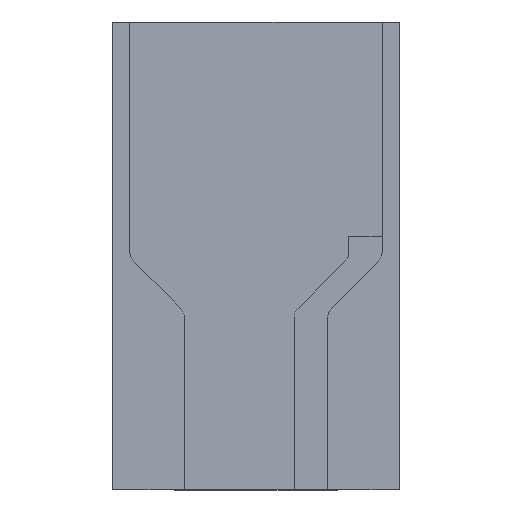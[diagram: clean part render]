
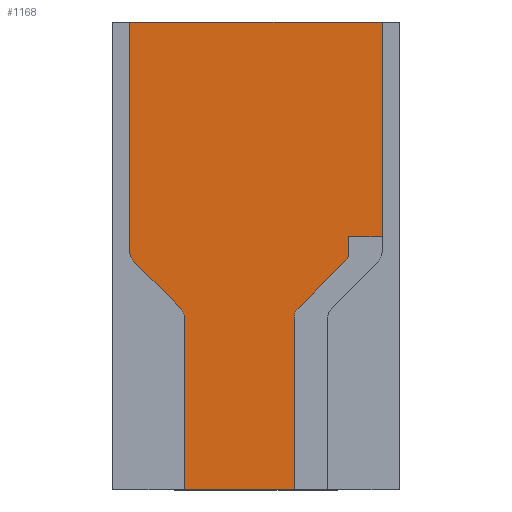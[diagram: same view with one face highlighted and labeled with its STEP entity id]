
A CAD part, top view. The second image highlights one B-rep face of the part: STEP entity #1168.
In plain terms, the highlighted planar face has unit normal (0, 0, 1).
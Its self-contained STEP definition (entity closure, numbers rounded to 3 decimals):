
#116=CIRCLE('',#1228,0.418);
#118=CIRCLE('',#1232,0.421);
#120=CIRCLE('',#1237,0.41);
#122=CIRCLE('',#1241,0.429);
#164=FACE_OUTER_BOUND('',#217,.T.);
#217=EDGE_LOOP('',(#880,#881,#882,#883,#884,#885,#886,#887,#888,#889,#890,
#891,#892,#893));
#288=LINE('',#1592,#390);
#313=LINE('',#1659,#415);
#317=LINE('',#1670,#419);
#319=LINE('',#1674,#421);
#323=LINE('',#1686,#425);
#327=LINE('',#1698,#429);
#330=LINE('',#1704,#432);
#333=LINE('',#1710,#435);
#338=LINE('',#1719,#440);
#339=LINE('',#1721,#441);
#390=VECTOR('',#1314,10.);
#415=VECTOR('',#1373,10.);
#419=VECTOR('',#1385,10.);
#421=VECTOR('',#1389,10.);
#425=VECTOR('',#1401,10.);
#429=VECTOR('',#1413,10.);
#432=VECTOR('',#1418,10.);
#435=VECTOR('',#1423,10.);
#440=VECTOR('',#1430,10.);
#441=VECTOR('',#1433,10.);
#490=VERTEX_POINT('',#1589);
#491=VERTEX_POINT('',#1591);
#512=VERTEX_POINT('',#1649);
#513=VERTEX_POINT('',#1650);
#516=VERTEX_POINT('',#1658);
#518=VERTEX_POINT('',#1664);
#520=VERTEX_POINT('',#1673);
#522=VERTEX_POINT('',#1679);
#524=VERTEX_POINT('',#1685);
#526=VERTEX_POINT('',#1691);
#528=VERTEX_POINT('',#1697);
#530=VERTEX_POINT('',#1703);
#532=VERTEX_POINT('',#1709);
#535=VERTEX_POINT('',#1717);
#612=EDGE_CURVE('',#490,#491,#288,.T.);
#641=EDGE_CURVE('',#512,#513,#116,.T.);
#645=EDGE_CURVE('',#513,#516,#313,.T.);
#648=EDGE_CURVE('',#516,#518,#118,.T.);
#651=EDGE_CURVE('',#518,#491,#317,.T.);
#653=EDGE_CURVE('',#490,#520,#319,.T.);
#656=EDGE_CURVE('',#520,#522,#120,.T.);
#659=EDGE_CURVE('',#522,#524,#323,.T.);
#662=EDGE_CURVE('',#524,#526,#122,.T.);
#665=EDGE_CURVE('',#526,#528,#327,.T.);
#668=EDGE_CURVE('',#528,#530,#330,.T.);
#671=EDGE_CURVE('',#532,#512,#333,.T.);
#676=EDGE_CURVE('',#530,#535,#338,.T.);
#677=EDGE_CURVE('',#532,#535,#339,.T.);
#880=ORIENTED_EDGE('',*,*,#651,.T.);
#881=ORIENTED_EDGE('',*,*,#612,.F.);
#882=ORIENTED_EDGE('',*,*,#653,.T.);
#883=ORIENTED_EDGE('',*,*,#656,.T.);
#884=ORIENTED_EDGE('',*,*,#659,.T.);
#885=ORIENTED_EDGE('',*,*,#662,.T.);
#886=ORIENTED_EDGE('',*,*,#665,.T.);
#887=ORIENTED_EDGE('',*,*,#668,.T.);
#888=ORIENTED_EDGE('',*,*,#676,.T.);
#889=ORIENTED_EDGE('',*,*,#677,.F.);
#890=ORIENTED_EDGE('',*,*,#671,.T.);
#891=ORIENTED_EDGE('',*,*,#641,.T.);
#892=ORIENTED_EDGE('',*,*,#645,.T.);
#893=ORIENTED_EDGE('',*,*,#648,.T.);
#1135=PLANE('',#1247);
#1168=ADVANCED_FACE('',(#164),#1135,.F.);
#1228=AXIS2_PLACEMENT_3D('',#1651,#1365,#1366);
#1232=AXIS2_PLACEMENT_3D('',#1665,#1378,#1379);
#1237=AXIS2_PLACEMENT_3D('',#1680,#1394,#1395);
#1241=AXIS2_PLACEMENT_3D('',#1692,#1406,#1407);
#1247=AXIS2_PLACEMENT_3D('',#1720,#1431,#1432);
#1314=DIRECTION('',(-1.,0.,0.));
#1365=DIRECTION('center_axis',(0.,0.,1.));
#1366=DIRECTION('ref_axis',(-0.994,-0.11,0.));
#1373=DIRECTION('',(0.707,-0.707,0.));
#1378=DIRECTION('center_axis',(0.,0.,-1.));
#1379=DIRECTION('ref_axis',(1.,0.,0.));
#1385=DIRECTION('',(0.,-1.,0.));
#1389=DIRECTION('',(0.,1.,0.));
#1394=DIRECTION('center_axis',(0.,0.,-1.));
#1395=DIRECTION('ref_axis',(-0.707,0.708,0.));
#1401=DIRECTION('',(0.708,0.707,0.));
#1406=DIRECTION('center_axis',(0.,0.,1.));
#1407=DIRECTION('ref_axis',(0.786,-0.618,0.));
#1413=DIRECTION('',(0.,1.,0.));
#1418=DIRECTION('',(1.,0.,0.));
#1423=DIRECTION('',(0.,-1.,0.));
#1430=DIRECTION('',(0.,1.,0.));
#1431=DIRECTION('center_axis',(0.,0.,-1.));
#1432=DIRECTION('ref_axis',(-1.,0.,0.));
#1433=DIRECTION('',(1.,0.,0.));
#1589=CARTESIAN_POINT('',(-94.12,11.51,0.8));
#1591=CARTESIAN_POINT('',(-97.65,11.51,0.8));
#1592=CARTESIAN_POINT('',(-93.425,11.51,0.8));
#1649=CARTESIAN_POINT('',(-99.395,19.09,0.8));
#1650=CARTESIAN_POINT('',(-99.275,18.84,0.8));
#1651=CARTESIAN_POINT('Origin',(-98.979,19.136,0.8));
#1658=CARTESIAN_POINT('',(-97.771,17.335,0.8));
#1659=CARTESIAN_POINT('',(-97.147,16.711,0.8));
#1664=CARTESIAN_POINT('',(-97.65,17.04,0.8));
#1665=CARTESIAN_POINT('Origin',(-98.071,17.04,0.8));
#1670=CARTESIAN_POINT('',(-97.65,11.51,0.8));
#1673=CARTESIAN_POINT('',(-94.12,17.04,0.8));
#1674=CARTESIAN_POINT('',(-94.12,14.275,0.8));
#1679=CARTESIAN_POINT('',(-94.,17.33,0.8));
#1680=CARTESIAN_POINT('Origin',(-93.711,17.04,0.8));
#1685=CARTESIAN_POINT('',(-92.464,18.864,0.8));
#1686=CARTESIAN_POINT('',(-96.465,14.869,0.8));
#1691=CARTESIAN_POINT('',(-92.372,19.127,0.8));
#1692=CARTESIAN_POINT('Origin',(-92.802,19.129,0.8));
#1697=CARTESIAN_POINT('',(-92.372,19.627,0.8));
#1698=CARTESIAN_POINT('',(-92.372,15.569,0.8));
#1703=CARTESIAN_POINT('',(-91.305,19.627,0.8));
#1704=CARTESIAN_POINT('',(-96.203,19.627,0.8));
#1709=CARTESIAN_POINT('',(-99.395,26.51,0.8));
#1710=CARTESIAN_POINT('',(-99.395,11.51,0.8));
#1717=CARTESIAN_POINT('',(-91.305,26.51,0.8));
#1719=CARTESIAN_POINT('',(-91.305,11.51,0.8));
#1720=CARTESIAN_POINT('Origin',(-101.1,11.51,0.8));
#1721=CARTESIAN_POINT('',(-97.275,26.51,0.8));
